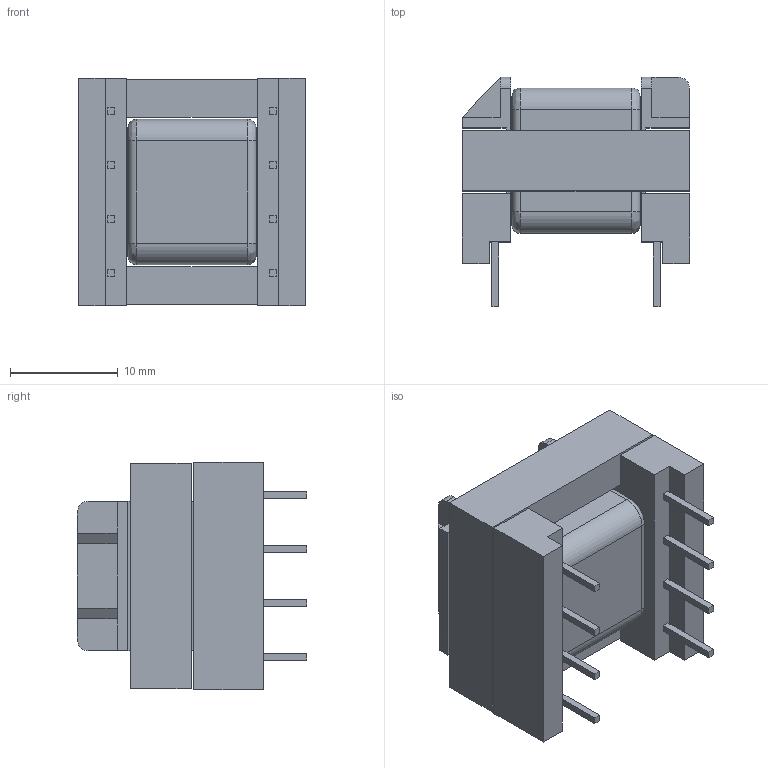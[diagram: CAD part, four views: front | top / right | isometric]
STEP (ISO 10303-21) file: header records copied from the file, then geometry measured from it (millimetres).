
FILE_DESCRIPTION (( 'STEP AP214' ), '1' );
FILE_NAME ('Coilcraft-HA3950-AL.STEP', '2019-06-21T12:36:40', ( '' ), ( '' ), 'SwSTEP 2.0', 'SolidWorks 2019', '' );
FILE_SCHEMA (( 'AUTOMOTIVE_DESIGN' ));
Length unit declared in the file: millimetre
Products named in the file (1): Coilcraft-HA3950-AL
Bounding box: 21.1 x 21.3 x 21.1 mm (x, y, z)
Volume: 5026.3 mm3; surface area: 3706.4 mm2
Topology: 1 solids, 1 shells, 167 faces, 711 edges, 582 vertices
Faces by surface type: plane 140, cylinder 19, bspline 8
Entity records: 10520 total; most frequent: CARTESIAN_POINT 3994, ORIENTED_EDGE 1422, EDGE_CURVE 711, DIRECTION 703, VERTEX_POINT 582, B_SPLINE_CURVE_WITH_KNOTS 358, VECTOR 307, LINE 307
